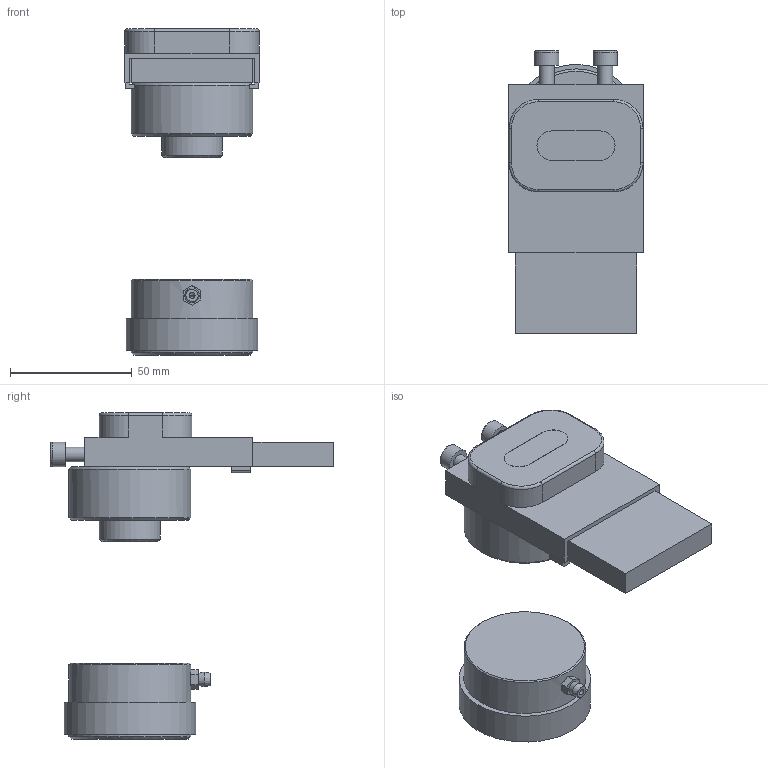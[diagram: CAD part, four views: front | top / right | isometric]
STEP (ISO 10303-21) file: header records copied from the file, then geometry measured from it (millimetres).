
FILE_DESCRIPTION(/* description */ (''),/* implementation_level */ '2;1');
FILE_NAME(/* name */ '25051X.stp',/* time_stamp */ '2018-11-19T13:33:14+01:00',/* author */ ('marc'),/* organization */ (''),/* preprocessor_version */ 'ST-DEVELOPER v16.5',/* originating_system */ 'Autodesk Inventor 2017',/* authorisation */ '');
FILE_SCHEMA (('AUTOMOTIVE_DESIGN { 1 0 10303 214 3 1 1 }'));
Length unit declared in the file: millimetre
Products named in the file (1): Pièce67
Bounding box: 55 x 116 x 133.75 mm (x, y, z)
Volume: 160097 mm3; surface area: 56664.4 mm2
Topology: 2 solids, 5 shells, 440 faces, 1092 edges, 690 vertices
Faces by surface type: plane 271, cone 86, cylinder 70, torus 11, bspline 2
Full cylindrical faces by diameter (mm): 2.459 x1, 4.134 x1, 6 x4, 10 x4, 11.9 x1, 14.63 x2, 15 x2, 16.9 x1, 22.446 x2, 24.736 x2, 25 x1, 35 x2, 44 x1, 50 x5, 54 x1
Entity records: 13352 total; most frequent: CARTESIAN_POINT 2737, DIRECTION 2154, ORIENTED_EDGE 2044, EDGE_CURVE 996, AXIS2_PLACEMENT_3D 811, VERTEX_POINT 656, EDGE_LOOP 540, LINE 532
